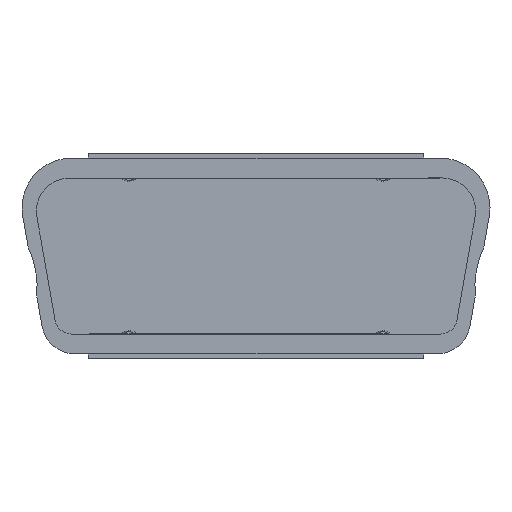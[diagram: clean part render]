
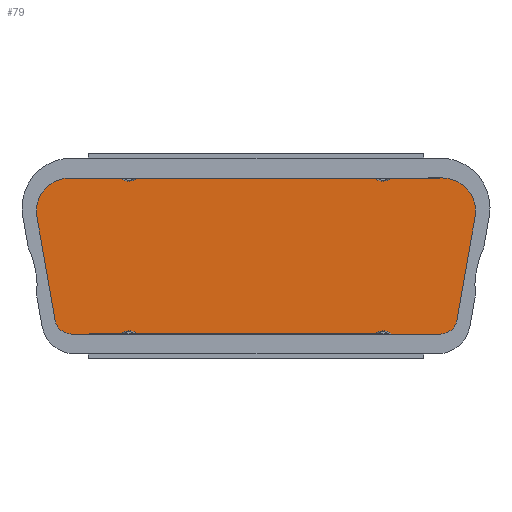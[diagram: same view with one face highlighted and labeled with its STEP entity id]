
A CAD part, front view. The second image highlights one B-rep face of the part: STEP entity #79.
In plain terms, the highlighted planar face has unit normal (0, -1, 0).
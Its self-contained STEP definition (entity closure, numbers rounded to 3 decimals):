
#79 = ADVANCED_FACE( '', ( #203 ), #204, .F. );
#203 = FACE_OUTER_BOUND( '', #370, .T. );
#204 = PLANE( '', #371 );
#370 = EDGE_LOOP( '', ( #628, #629, #630, #631, #632, #633, #634, #635, #636, #637, #638, #639, #640, #641, #642, #643 ) );
#371 = AXIS2_PLACEMENT_3D( '', #644, #645, #646 );
#628 = ORIENTED_EDGE( '', *, *, #1093, .T. );
#629 = ORIENTED_EDGE( '', *, *, #1094, .F. );
#630 = ORIENTED_EDGE( '', *, *, #1095, .T. );
#631 = ORIENTED_EDGE( '', *, *, #1096, .F. );
#632 = ORIENTED_EDGE( '', *, *, #1097, .T. );
#633 = ORIENTED_EDGE( '', *, *, #1098, .T. );
#634 = ORIENTED_EDGE( '', *, *, #1099, .T. );
#635 = ORIENTED_EDGE( '', *, *, #1100, .T. );
#636 = ORIENTED_EDGE( '', *, *, #1101, .T. );
#637 = ORIENTED_EDGE( '', *, *, #1102, .F. );
#638 = ORIENTED_EDGE( '', *, *, #1103, .T. );
#639 = ORIENTED_EDGE( '', *, *, #1104, .F. );
#640 = ORIENTED_EDGE( '', *, *, #1105, .T. );
#641 = ORIENTED_EDGE( '', *, *, #1106, .T. );
#642 = ORIENTED_EDGE( '', *, *, #1107, .T. );
#643 = ORIENTED_EDGE( '', *, *, #1108, .T. );
#644 = CARTESIAN_POINT( '', ( -11.1, -1., 2.9 ) );
#645 = DIRECTION( '', ( 0., 1., 0. ) );
#646 = DIRECTION( '', ( 0., 0., 1. ) );
#1093 = EDGE_CURVE( '', #1284, #1285, #1286, .T. );
#1094 = EDGE_CURVE( '', #1287, #1285, #1288, .T. );
#1095 = EDGE_CURVE( '', #1287, #1289, #1290, .T. );
#1096 = EDGE_CURVE( '', #1291, #1289, #1292, .T. );
#1097 = EDGE_CURVE( '', #1291, #1293, #1294, .T. );
#1098 = EDGE_CURVE( '', #1293, #1295, #1296, .F. );
#1099 = EDGE_CURVE( '', #1295, #1297, #1298, .T. );
#1100 = EDGE_CURVE( '', #1297, #1299, #1300, .F. );
#1101 = EDGE_CURVE( '', #1299, #1301, #1302, .T. );
#1102 = EDGE_CURVE( '', #1303, #1301, #1304, .T. );
#1103 = EDGE_CURVE( '', #1303, #1305, #1306, .T. );
#1104 = EDGE_CURVE( '', #1307, #1305, #1308, .T. );
#1105 = EDGE_CURVE( '', #1307, #1309, #1310, .T. );
#1106 = EDGE_CURVE( '', #1309, #1311, #1312, .F. );
#1107 = EDGE_CURVE( '', #1311, #1313, #1314, .T. );
#1108 = EDGE_CURVE( '', #1313, #1284, #1315, .F. );
#1284 = VERTEX_POINT( '', #1557 );
#1285 = VERTEX_POINT( '', #1558 );
#1286 = LINE( '', #1559, #1560 );
#1287 = VERTEX_POINT( '', #1561 );
#1288 = B_SPLINE_CURVE_WITH_KNOTS( '', 3, ( #1562, #1563, #1564, #1565, #1566, #1567 ), .UNSPECIFIED., .F., .F., ( 4, 2, 4 ), ( 0., 0.5, 1. ), .UNSPECIFIED. );
#1289 = VERTEX_POINT( '', #1568 );
#1290 = LINE( '', #1569, #1570 );
#1291 = VERTEX_POINT( '', #1571 );
#1292 = B_SPLINE_CURVE_WITH_KNOTS( '', 3, ( #1572, #1573, #1574, #1575, #1576, #1577 ), .UNSPECIFIED., .F., .F., ( 4, 2, 4 ), ( 0., 0.5, 1. ), .UNSPECIFIED. );
#1293 = VERTEX_POINT( '', #1578 );
#1294 = LINE( '', #1579, #1580 );
#1295 = VERTEX_POINT( '', #1581 );
#1296 = CIRCLE( '', #1582, 1. );
#1297 = VERTEX_POINT( '', #1583 );
#1298 = LINE( '', #1584, #1585 );
#1299 = VERTEX_POINT( '', #1586 );
#1300 = CIRCLE( '', #1587, 2. );
#1301 = VERTEX_POINT( '', #1588 );
#1302 = LINE( '', #1589, #1590 );
#1303 = VERTEX_POINT( '', #1591 );
#1304 = B_SPLINE_CURVE_WITH_KNOTS( '', 3, ( #1592, #1593, #1594, #1595, #1596, #1597 ), .UNSPECIFIED., .F., .F., ( 4, 2, 4 ), ( 0., 0.5, 1. ), .UNSPECIFIED. );
#1305 = VERTEX_POINT( '', #1598 );
#1306 = LINE( '', #1599, #1600 );
#1307 = VERTEX_POINT( '', #1601 );
#1308 = B_SPLINE_CURVE_WITH_KNOTS( '', 3, ( #1602, #1603, #1604, #1605, #1606, #1607 ), .UNSPECIFIED., .F., .F., ( 4, 2, 4 ), ( 0., 0.5, 1. ), .UNSPECIFIED. );
#1309 = VERTEX_POINT( '', #1608 );
#1310 = LINE( '', #1609, #1610 );
#1311 = VERTEX_POINT( '', #1611 );
#1312 = CIRCLE( '', #1612, 2. );
#1313 = VERTEX_POINT( '', #1613 );
#1314 = LINE( '', #1614, #1615 );
#1315 = CIRCLE( '', #1616, 1. );
#1557 = CARTESIAN_POINT( '', ( -11.117, -1., -4.7 ) );
#1558 = CARTESIAN_POINT( '', ( -8.151, -1., -4.7 ) );
#1559 = CARTESIAN_POINT( '', ( 11.117, -1., -4.7 ) );
#1560 = VECTOR( '', #1992, 1000. );
#1561 = CARTESIAN_POINT( '', ( -7.151, -1., -4.7 ) );
#1562 = CARTESIAN_POINT( '', ( -7.151, -1., -4.7 ) );
#1563 = CARTESIAN_POINT( '', ( -7.285, -1., -4.573 ) );
#1564 = CARTESIAN_POINT( '', ( -7.467, -1., -4.5 ) );
#1565 = CARTESIAN_POINT( '', ( -7.835, -1., -4.5 ) );
#1566 = CARTESIAN_POINT( '', ( -8.018, -1., -4.573 ) );
#1567 = CARTESIAN_POINT( '', ( -8.151, -1., -4.7 ) );
#1568 = CARTESIAN_POINT( '', ( 7.151, -1., -4.7 ) );
#1569 = CARTESIAN_POINT( '', ( 11.117, -1., -4.7 ) );
#1570 = VECTOR( '', #1993, 1000. );
#1571 = CARTESIAN_POINT( '', ( 8.151, -1., -4.7 ) );
#1572 = CARTESIAN_POINT( '', ( 8.151, -1., -4.7 ) );
#1573 = CARTESIAN_POINT( '', ( 8.018, -1., -4.573 ) );
#1574 = CARTESIAN_POINT( '', ( 7.835, -1., -4.5 ) );
#1575 = CARTESIAN_POINT( '', ( 7.467, -1., -4.5 ) );
#1576 = CARTESIAN_POINT( '', ( 7.285, -1., -4.573 ) );
#1577 = CARTESIAN_POINT( '', ( 7.151, -1., -4.7 ) );
#1578 = CARTESIAN_POINT( '', ( 11.117, -1., -4.7 ) );
#1579 = CARTESIAN_POINT( '', ( 11.117, -1., -4.7 ) );
#1580 = VECTOR( '', #1994, 1000. );
#1581 = CARTESIAN_POINT( '', ( 12.102, -1., -3.874 ) );
#1582 = AXIS2_PLACEMENT_3D( '', #1995, #1996, #1997 );
#1583 = CARTESIAN_POINT( '', ( 13.2, -1., 2.353 ) );
#1584 = CARTESIAN_POINT( '', ( 13.2, -1., 2.353 ) );
#1585 = VECTOR( '', #1998, 1000. );
#1586 = CARTESIAN_POINT( '', ( 11.23, -1., 4.7 ) );
#1587 = AXIS2_PLACEMENT_3D( '', #1999, #2000, #2001 );
#1588 = CARTESIAN_POINT( '', ( 8.151, -1., 4.7 ) );
#1589 = CARTESIAN_POINT( '', ( -11.23, -1., 4.7 ) );
#1590 = VECTOR( '', #2002, 1000. );
#1591 = CARTESIAN_POINT( '', ( 7.151, -1., 4.7 ) );
#1592 = CARTESIAN_POINT( '', ( 7.151, -1., 4.7 ) );
#1593 = CARTESIAN_POINT( '', ( 7.285, -1., 4.573 ) );
#1594 = CARTESIAN_POINT( '', ( 7.467, -1., 4.5 ) );
#1595 = CARTESIAN_POINT( '', ( 7.835, -1., 4.5 ) );
#1596 = CARTESIAN_POINT( '', ( 8.018, -1., 4.573 ) );
#1597 = CARTESIAN_POINT( '', ( 8.151, -1., 4.7 ) );
#1598 = CARTESIAN_POINT( '', ( -7.151, -1., 4.7 ) );
#1599 = CARTESIAN_POINT( '', ( -11.23, -1., 4.7 ) );
#1600 = VECTOR( '', #2003, 1000. );
#1601 = CARTESIAN_POINT( '', ( -8.151, -1., 4.7 ) );
#1602 = CARTESIAN_POINT( '', ( -8.151, -1., 4.7 ) );
#1603 = CARTESIAN_POINT( '', ( -8.018, -1., 4.573 ) );
#1604 = CARTESIAN_POINT( '', ( -7.835, -1., 4.5 ) );
#1605 = CARTESIAN_POINT( '', ( -7.467, -1., 4.5 ) );
#1606 = CARTESIAN_POINT( '', ( -7.285, -1., 4.573 ) );
#1607 = CARTESIAN_POINT( '', ( -7.151, -1., 4.7 ) );
#1608 = CARTESIAN_POINT( '', ( -11.23, -1., 4.7 ) );
#1609 = CARTESIAN_POINT( '', ( -11.23, -1., 4.7 ) );
#1610 = VECTOR( '', #2004, 1000. );
#1611 = CARTESIAN_POINT( '', ( -13.2, -1., 2.353 ) );
#1612 = AXIS2_PLACEMENT_3D( '', #2005, #2006, #2007 );
#1613 = CARTESIAN_POINT( '', ( -12.102, -1., -3.874 ) );
#1614 = CARTESIAN_POINT( '', ( -12.102, -1., -3.874 ) );
#1615 = VECTOR( '', #2008, 1000. );
#1616 = AXIS2_PLACEMENT_3D( '', #2009, #2010, #2011 );
#1992 = DIRECTION( '', ( 1., 0., 0. ) );
#1993 = DIRECTION( '', ( 1., 0., 0. ) );
#1994 = DIRECTION( '', ( 1., 0., 0. ) );
#1995 = CARTESIAN_POINT( '', ( 11.117, -1., -3.7 ) );
#1996 = DIRECTION( '', ( 0., 1., 0. ) );
#1997 = DIRECTION( '', ( 0., 0., 1. ) );
#1998 = DIRECTION( '', ( 0.174, 0., 0.985 ) );
#1999 = CARTESIAN_POINT( '', ( 11.23, -1., 2.7 ) );
#2000 = DIRECTION( '', ( 0., 1., 0. ) );
#2001 = DIRECTION( '', ( 0., 0., 1. ) );
#2002 = DIRECTION( '', ( -1., 0., 0. ) );
#2003 = DIRECTION( '', ( -1., 0., 0. ) );
#2004 = DIRECTION( '', ( -1., 0., 0. ) );
#2005 = CARTESIAN_POINT( '', ( -11.23, -1., 2.7 ) );
#2006 = DIRECTION( '', ( 0., 1., 0. ) );
#2007 = DIRECTION( '', ( 0., 0., 1. ) );
#2008 = DIRECTION( '', ( 0.174, 0., -0.985 ) );
#2009 = CARTESIAN_POINT( '', ( -11.117, -1., -3.7 ) );
#2010 = DIRECTION( '', ( 0., 1., 0. ) );
#2011 = DIRECTION( '', ( 0., 0., 1. ) );
